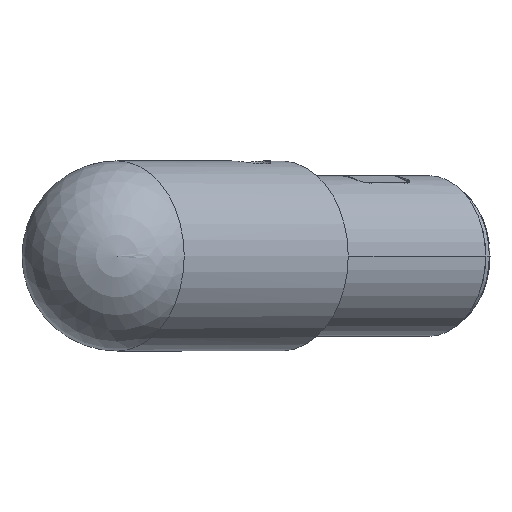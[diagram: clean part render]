
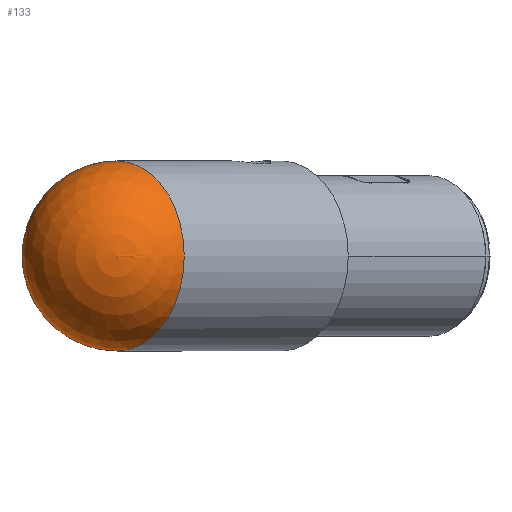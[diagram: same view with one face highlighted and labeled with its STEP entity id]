
A CAD part, left-side view. The second image highlights one B-rep face of the part: STEP entity #133.
In plain terms, the highlighted spherical face has radius 20 mm.
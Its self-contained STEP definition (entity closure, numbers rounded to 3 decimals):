
#133 = ADVANCED_FACE ( 'NONE', ( #2519 ), #1088, .T. ) ;
#355 = DIRECTION ( 'NONE',  ( 0., 0., -1. ) ) ;
#569 = CARTESIAN_POINT ( 'NONE',  ( -52.426, 32.456, -14.361 ) ) ;
#849 = CARTESIAN_POINT ( 'NONE',  ( -52.426, 32.456, 25.639 ) ) ;
#1088 = SPHERICAL_SURFACE ( 'NONE', #8516, 20. ) ;
#1934 = ORIENTED_EDGE ( 'NONE', *, *, #5296, .F. ) ;
#2476 = ORIENTED_EDGE ( 'NONE', *, *, #2758, .T. ) ;
#2519 = FACE_OUTER_BOUND ( 'NONE', #4109, .T. ) ;
#2740 = DIRECTION ( 'NONE',  ( 0., 0., -1. ) ) ;
#2758 = EDGE_CURVE ( 'NONE', #5248, #7022, #7243, .T. ) ;
#3039 = DIRECTION ( 'NONE',  ( 1., 0., 0. ) ) ;
#3776 = CARTESIAN_POINT ( 'NONE',  ( -52.426, 32.456, 5.639 ) ) ;
#3882 = CARTESIAN_POINT ( 'NONE',  ( -52.426, 32.456, 5.639 ) ) ;
#4109 = EDGE_LOOP ( 'NONE', ( #2476, #1934 ) ) ;
#4593 = AXIS2_PLACEMENT_3D ( 'NONE', #8928, #6309, #2740 ) ;
#5248 = VERTEX_POINT ( 'NONE', #849 ) ;
#5296 = EDGE_CURVE ( 'NONE', #5248, #7022, #5895, .T. ) ;
#5787 = AXIS2_PLACEMENT_3D ( 'NONE', #3776, #5851, #355 ) ;
#5851 = DIRECTION ( 'NONE',  ( -1., 0., 0. ) ) ;
#5895 = CIRCLE ( 'NONE', #4593, 20. ) ;
#6309 = DIRECTION ( 'NONE',  ( 0.707, -0.707, 0. ) ) ;
#7022 = VERTEX_POINT ( 'NONE', #569 ) ;
#7198 = DIRECTION ( 'NONE',  ( 0., -1., 0. ) ) ;
#7243 = CIRCLE ( 'NONE', #5787, 20. ) ;
#8516 = AXIS2_PLACEMENT_3D ( 'NONE', #3882, #3039, #7198 ) ;
#8928 = CARTESIAN_POINT ( 'NONE',  ( -52.426, 32.456, 5.639 ) ) ;
